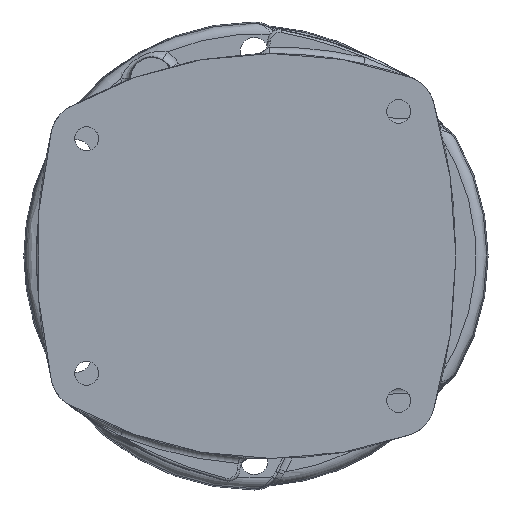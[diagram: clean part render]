
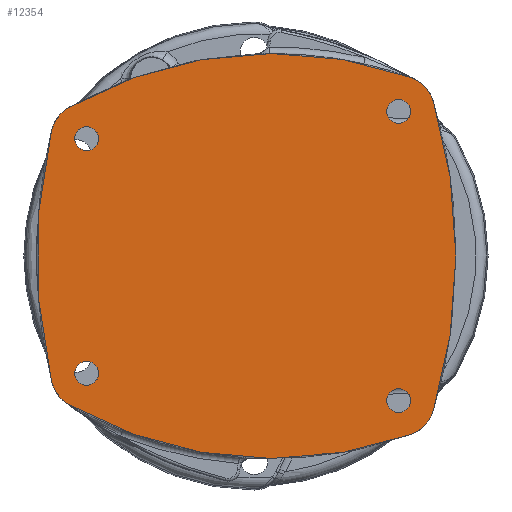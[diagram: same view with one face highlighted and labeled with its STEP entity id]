
A CAD part, left-side view. The second image highlights one B-rep face of the part: STEP entity #12354.
In plain terms, the highlighted planar face has unit normal (-1, 0, 0).
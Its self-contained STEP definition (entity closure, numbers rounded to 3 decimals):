
#2475=PLANE('',#13377);
#2684=FACE_BOUND('',#3640,.T.);
#2685=FACE_BOUND('',#3641,.T.);
#2686=FACE_BOUND('',#3642,.T.);
#2687=FACE_BOUND('',#3643,.T.);
#2849=FACE_OUTER_BOUND('',#3639,.T.);
#3639=EDGE_LOOP('',(#8816,#8817,#8818,#8819,#8820,#8821,#8822,#8823));
#3640=EDGE_LOOP('',(#8824));
#3641=EDGE_LOOP('',(#8825));
#3642=EDGE_LOOP('',(#8826));
#3643=EDGE_LOOP('',(#8827));
#4523=CIRCLE('',#13378,294.283);
#4524=CIRCLE('',#13379,20.);
#4525=CIRCLE('',#13380,223.186);
#4526=CIRCLE('',#13381,20.);
#4527=CIRCLE('',#13382,294.);
#4528=CIRCLE('',#13383,20.);
#4529=CIRCLE('',#13384,223.186);
#4530=CIRCLE('',#13385,20.);
#4531=CIRCLE('',#13386,6.5);
#4532=CIRCLE('',#13387,6.5);
#4533=CIRCLE('',#13388,6.5);
#4534=CIRCLE('',#13389,6.5);
#5416=VERTEX_POINT('',#18448);
#5417=VERTEX_POINT('',#18449);
#5418=VERTEX_POINT('',#18451);
#5419=VERTEX_POINT('',#18453);
#5420=VERTEX_POINT('',#18455);
#5421=VERTEX_POINT('',#18457);
#5422=VERTEX_POINT('',#18459);
#5423=VERTEX_POINT('',#18461);
#5424=VERTEX_POINT('',#18464);
#5425=VERTEX_POINT('',#18466);
#5426=VERTEX_POINT('',#18468);
#5427=VERTEX_POINT('',#18470);
#6702=EDGE_CURVE('',#5416,#5417,#4523,.T.);
#6703=EDGE_CURVE('',#5418,#5416,#4524,.T.);
#6704=EDGE_CURVE('',#5419,#5418,#4525,.T.);
#6705=EDGE_CURVE('',#5420,#5419,#4526,.T.);
#6706=EDGE_CURVE('',#5421,#5420,#4527,.T.);
#6707=EDGE_CURVE('',#5422,#5421,#4528,.T.);
#6708=EDGE_CURVE('',#5423,#5422,#4529,.T.);
#6709=EDGE_CURVE('',#5417,#5423,#4530,.T.);
#6710=EDGE_CURVE('',#5424,#5424,#4531,.T.);
#6711=EDGE_CURVE('',#5425,#5425,#4532,.T.);
#6712=EDGE_CURVE('',#5426,#5426,#4533,.T.);
#6713=EDGE_CURVE('',#5427,#5427,#4534,.T.);
#8816=ORIENTED_EDGE('',*,*,#6702,.F.);
#8817=ORIENTED_EDGE('',*,*,#6703,.F.);
#8818=ORIENTED_EDGE('',*,*,#6704,.F.);
#8819=ORIENTED_EDGE('',*,*,#6705,.F.);
#8820=ORIENTED_EDGE('',*,*,#6706,.F.);
#8821=ORIENTED_EDGE('',*,*,#6707,.F.);
#8822=ORIENTED_EDGE('',*,*,#6708,.F.);
#8823=ORIENTED_EDGE('',*,*,#6709,.F.);
#8824=ORIENTED_EDGE('',*,*,#6710,.T.);
#8825=ORIENTED_EDGE('',*,*,#6711,.T.);
#8826=ORIENTED_EDGE('',*,*,#6712,.T.);
#8827=ORIENTED_EDGE('',*,*,#6713,.T.);
#12354=ADVANCED_FACE('',(#2849,#2684,#2685,#2686,#2687),#2475,.F.);
#13377=AXIS2_PLACEMENT_3D('',#18447,#15199,#15200);
#13378=AXIS2_PLACEMENT_3D('',#18450,#15201,#15202);
#13379=AXIS2_PLACEMENT_3D('',#18452,#15203,#15204);
#13380=AXIS2_PLACEMENT_3D('',#18454,#15205,#15206);
#13381=AXIS2_PLACEMENT_3D('',#18456,#15207,#15208);
#13382=AXIS2_PLACEMENT_3D('',#18458,#15209,#15210);
#13383=AXIS2_PLACEMENT_3D('',#18460,#15211,#15212);
#13384=AXIS2_PLACEMENT_3D('',#18462,#15213,#15214);
#13385=AXIS2_PLACEMENT_3D('',#18463,#15215,#15216);
#13386=AXIS2_PLACEMENT_3D('',#18465,#15217,#15218);
#13387=AXIS2_PLACEMENT_3D('',#18467,#15219,#15220);
#13388=AXIS2_PLACEMENT_3D('',#18469,#15221,#15222);
#13389=AXIS2_PLACEMENT_3D('',#18471,#15223,#15224);
#15199=DIRECTION('center_axis',(1.,0.,0.));
#15200=DIRECTION('ref_axis',(0.,0.,-1.));
#15201=DIRECTION('center_axis',(1.,0.,0.));
#15202=DIRECTION('ref_axis',(0.,0.,-1.));
#15203=DIRECTION('center_axis',(1.,0.,0.));
#15204=DIRECTION('ref_axis',(0.,0.,-1.));
#15205=DIRECTION('center_axis',(1.,0.,0.));
#15206=DIRECTION('ref_axis',(0.,0.,-1.));
#15207=DIRECTION('center_axis',(1.,0.,0.));
#15208=DIRECTION('ref_axis',(0.,0.,-1.));
#15209=DIRECTION('center_axis',(1.,0.,0.));
#15210=DIRECTION('ref_axis',(0.,0.,-1.));
#15211=DIRECTION('center_axis',(1.,0.,0.));
#15212=DIRECTION('ref_axis',(0.,0.,-1.));
#15213=DIRECTION('center_axis',(1.,0.,0.));
#15214=DIRECTION('ref_axis',(0.,0.,-1.));
#15215=DIRECTION('center_axis',(1.,0.,0.));
#15216=DIRECTION('ref_axis',(0.,0.,-1.));
#15217=DIRECTION('center_axis',(1.,0.,0.));
#15218=DIRECTION('ref_axis',(0.,1.,0.));
#15219=DIRECTION('center_axis',(1.,0.,0.));
#15220=DIRECTION('ref_axis',(0.,1.,0.));
#15221=DIRECTION('center_axis',(1.,0.,0.));
#15222=DIRECTION('ref_axis',(0.,1.,0.));
#15223=DIRECTION('center_axis',(1.,0.,0.));
#15224=DIRECTION('ref_axis',(0.,1.,0.));
#18447=CARTESIAN_POINT('Origin',(-206.,0.,0.));
#18448=CARTESIAN_POINT('',(-206.,-97.307,83.833));
#18449=CARTESIAN_POINT('',(-206.,-97.307,-83.833));
#18450=CARTESIAN_POINT('Origin',(-206.,184.783,0.));
#18451=CARTESIAN_POINT('',(-206.,-84.851,96.974));
#18452=CARTESIAN_POINT('Origin',(-206.,-78.135,78.135));
#18453=CARTESIAN_POINT('',(-206.,100.401,80.767));
#18454=CARTESIAN_POINT('Origin',(-206.,-9.908,-113.253));
#18455=CARTESIAN_POINT('',(-206.,109.974,68.006));
#18456=CARTESIAN_POINT('Origin',(-206.,90.516,63.38));
#18457=CARTESIAN_POINT('',(-206.,109.974,-68.006));
#18458=CARTESIAN_POINT('Origin',(-206.,-176.053,0.));
#18459=CARTESIAN_POINT('',(-206.,100.401,-80.767));
#18460=CARTESIAN_POINT('Origin',(-206.,90.516,-63.38));
#18461=CARTESIAN_POINT('',(-206.,-84.851,-96.974));
#18462=CARTESIAN_POINT('Origin',(-206.,-9.908,113.253));
#18463=CARTESIAN_POINT('Origin',(-206.,-78.135,-78.135));
#18464=CARTESIAN_POINT('',(-206.,-71.99,-78.49));
#18465=CARTESIAN_POINT('Origin',(-206.,-78.49,-78.49));
#18466=CARTESIAN_POINT('',(-206.,97.43,63.67));
#18467=CARTESIAN_POINT('Origin',(-206.,90.93,63.67));
#18468=CARTESIAN_POINT('',(-206.,97.43,-63.67));
#18469=CARTESIAN_POINT('Origin',(-206.,90.93,-63.67));
#18470=CARTESIAN_POINT('',(-206.,-71.99,78.49));
#18471=CARTESIAN_POINT('Origin',(-206.,-78.49,78.49));
